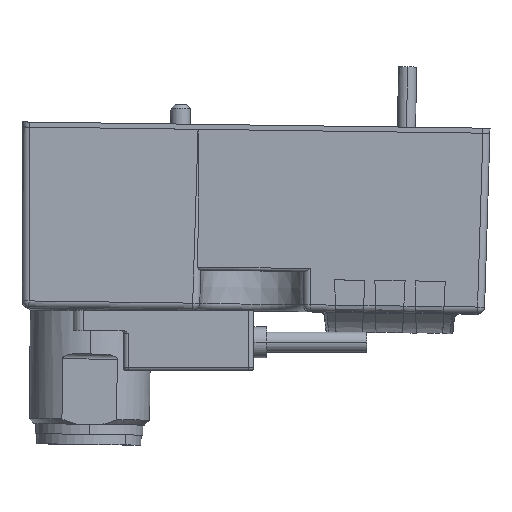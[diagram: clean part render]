
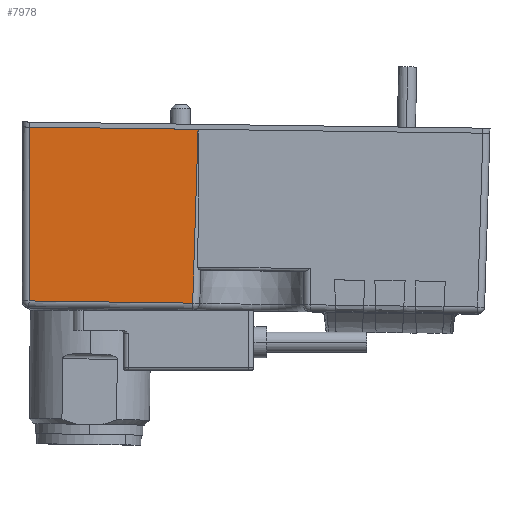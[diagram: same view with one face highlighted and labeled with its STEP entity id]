
A CAD part, top view. The second image highlights one B-rep face of the part: STEP entity #7978.
In plain terms, the highlighted face is planar.
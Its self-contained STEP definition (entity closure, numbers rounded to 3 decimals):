
#120=DIRECTION('',(1.,0.,0.));
#121=VECTOR('',#120,16.744);
#122=CARTESIAN_POINT('',(5.806,18.,-9.));
#123=LINE('',#122,#121);
#1337=DIRECTION('',(-1.,0.,0.));
#1338=VECTOR('',#1337,16.291);
#1339=CARTESIAN_POINT('',(22.399,0.694,
-8.849));
#1340=LINE('',#1339,#1338);
#1345=DIRECTION('',(0.009,1.,-0.009));
#1346=VECTOR('',#1345,17.307);
#1347=CARTESIAN_POINT('',(22.399,0.694,
-8.849));
#1348=LINE('',#1347,#1346);
#1349=DIRECTION('',(0.017,-1.,0.009));
#1350=VECTOR('',#1349,17.309);
#1351=CARTESIAN_POINT('',(5.806,18.,-9.));
#1352=LINE('',#1351,#1350);
#5585=CARTESIAN_POINT('',(5.806,18.,-9.));
#5586=VERTEX_POINT('',#5585);
#5587=CARTESIAN_POINT('',(22.55,18.,-9.));
#5588=VERTEX_POINT('',#5587);
#5633=CARTESIAN_POINT('',(22.399,0.694,
-8.849));
#5634=VERTEX_POINT('',#5633);
#5635=CARTESIAN_POINT('',(6.108,0.694,
-8.849));
#5636=VERTEX_POINT('',#5635);
#7965=CARTESIAN_POINT('',(24.895,18.,-9.));
#7966=DIRECTION('',(0.,-0.009,-1.));
#7967=DIRECTION('',(1.,0.,0.));
#7968=AXIS2_PLACEMENT_3D('',#7965,#7966,#7967);
#7969=PLANE('',#7968);
#7971=ORIENTED_EDGE('',*,*,#7970,.T.);
#7972=ORIENTED_EDGE('',*,*,#6653,.F.);
#7974=ORIENTED_EDGE('',*,*,#7973,.T.);
#7975=ORIENTED_EDGE('',*,*,#7948,.F.);
#7976=EDGE_LOOP('',(#7971,#7972,#7974,#7975));
#7977=FACE_OUTER_BOUND('',#7976,.F.);
#7978=ADVANCED_FACE('',(#7977),#7969,.T.);
#6653=EDGE_CURVE('',#5586,#5588,#123,.T.);
#7948=EDGE_CURVE('',#5634,#5636,#1340,.T.);
#7970=EDGE_CURVE('',#5634,#5588,#1348,.T.);
#7973=EDGE_CURVE('',#5586,#5636,#1352,.T.);
